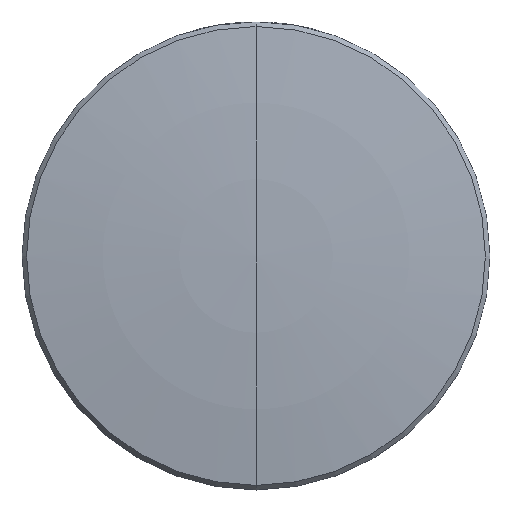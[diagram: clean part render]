
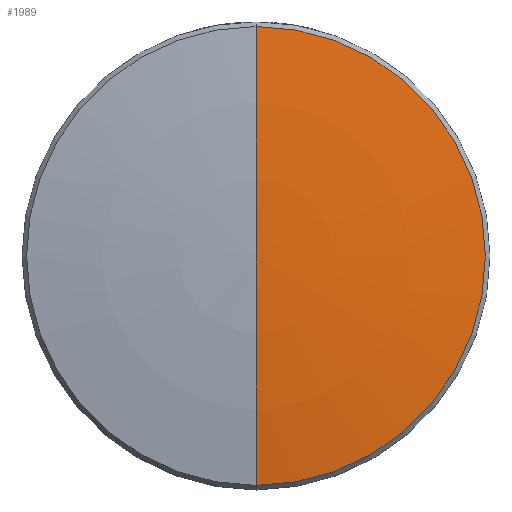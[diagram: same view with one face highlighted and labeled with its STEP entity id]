
A CAD part, top view. The second image highlights one B-rep face of the part: STEP entity #1989.
In plain terms, the highlighted toroidal (fillet/blend) face has major radius 0.005 mm and minor radius 92.01 mm.
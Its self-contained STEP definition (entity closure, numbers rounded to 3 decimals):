
#122 = DIRECTION ( 'NONE',  ( 1., 0., 0. ) ) ;
#132 = ORIENTED_EDGE ( 'NONE', *, *, #2068, .T. ) ;
#161 = CARTESIAN_POINT ( 'NONE',  ( 0., 0.005, -89.13 ) ) ;
#164 = VERTEX_POINT ( 'NONE', #442 ) ;
#240 = DIRECTION ( 'NONE',  ( 0., 0., 1. ) ) ;
#310 = DIRECTION ( 'NONE',  ( 0., 0., 1. ) ) ;
#337 = DIRECTION ( 'NONE',  ( -1., 0., 0. ) ) ;
#437 = DIRECTION ( 'NONE',  ( 0., 0., -1. ) ) ;
#442 = CARTESIAN_POINT ( 'NONE',  ( 0., 12.453, 2.034 ) ) ;
#557 = AXIS2_PLACEMENT_3D ( 'NONE', #161, #337, #310 ) ;
#624 = CIRCLE ( 'NONE', #1232, 12.453 ) ;
#790 = AXIS2_PLACEMENT_3D ( 'NONE', #978, #437, #1691 ) ;
#847 = DIRECTION ( 'NONE',  ( 0., 1., 0. ) ) ;
#862 = CARTESIAN_POINT ( 'NONE',  ( 0., -0.005, -89.13 ) ) ;
#897 = VERTEX_POINT ( 'NONE', #2288 ) ;
#910 = AXIS2_PLACEMENT_3D ( 'NONE', #862, #122, #847 ) ;
#978 = CARTESIAN_POINT ( 'NONE',  ( 0., 0., -89.13 ) ) ;
#1143 = CIRCLE ( 'NONE', #557, 92.01 ) ;
#1211 = EDGE_LOOP ( 'NONE', ( #1472, #132, #1296 ) ) ;
#1232 = AXIS2_PLACEMENT_3D ( 'NONE', #1321, #240, #1896 ) ;
#1296 = ORIENTED_EDGE ( 'NONE', *, *, #1435, .T. ) ;
#1321 = CARTESIAN_POINT ( 'NONE',  ( 0., 0., 2.034 ) ) ;
#1362 = CIRCLE ( 'NONE', #910, 92.01 ) ;
#1385 = FACE_OUTER_BOUND ( 'NONE', #1211, .T. ) ;
#1435 = EDGE_CURVE ( 'NONE', #897, #164, #624, .T. ) ;
#1472 = ORIENTED_EDGE ( 'NONE', *, *, #1479, .F. ) ;
#1479 = EDGE_CURVE ( 'NONE', #2119, #164, #1143, .T. ) ;
#1691 = DIRECTION ( 'NONE',  ( 0., 1., 0. ) ) ;
#1896 = DIRECTION ( 'NONE',  ( 0., 1., 0. ) ) ;
#1989 = ADVANCED_FACE ( 'NONE', ( #1385 ), #2034, .T. ) ;
#2034 = TOROIDAL_SURFACE ( 'NONE', #790, 0.005, 92.01 ) ;
#2068 = EDGE_CURVE ( 'NONE', #2119, #897, #1362, .T. ) ;
#2119 = VERTEX_POINT ( 'NONE', #2136 ) ;
#2136 = CARTESIAN_POINT ( 'NONE',  ( 0., 0., 2.88 ) ) ;
#2288 = CARTESIAN_POINT ( 'NONE',  ( 0., -12.453, 2.034 ) ) ;
